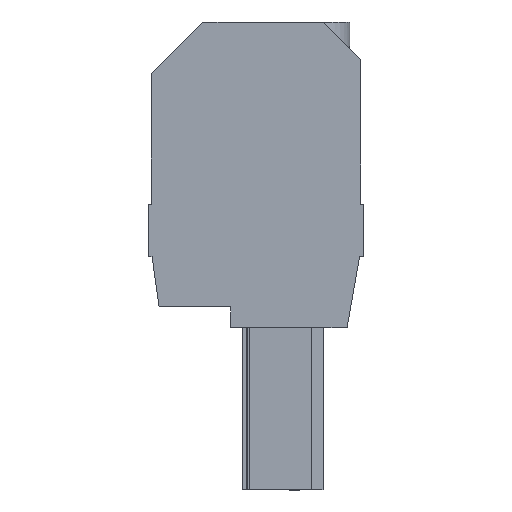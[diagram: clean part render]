
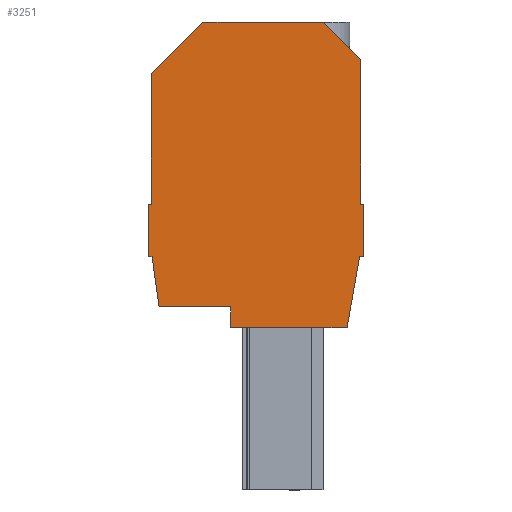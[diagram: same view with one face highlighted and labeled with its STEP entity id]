
A CAD part, left-side view. The second image highlights one B-rep face of the part: STEP entity #3251.
In plain terms, the highlighted planar face has unit normal (-1, 0, 0).
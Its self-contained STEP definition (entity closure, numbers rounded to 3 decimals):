
#3162=AXIS2_PLACEMENT_3D('Plane Axis2P3D',#3159,#3160,#3161) ;
#136=CARTESIAN_POINT('Vertex',(0.,20.3,39.764)) ;
#152=CARTESIAN_POINT('Vertex',(0.,20.3,27.3)) ;
#155=CARTESIAN_POINT('Line Origine',(0.,20.3,33.532)) ;
#304=CARTESIAN_POINT('Vertex',(0.,0.3,27.3)) ;
#698=CARTESIAN_POINT('Vertex',(0.,0.3,41.114)) ;
#701=CARTESIAN_POINT('Line Origine',(0.,0.3,34.207)) ;
#2499=CARTESIAN_POINT('Vertex',(0.,0.404,22.3)) ;
#2502=CARTESIAN_POINT('Line Origine',(0.,1.004,18.9)) ;
#2506=CARTESIAN_POINT('Vertex',(0.,1.603,15.5)) ;
#2557=CARTESIAN_POINT('Vertex',(0.,19.557,17.5)) ;
#2560=CARTESIAN_POINT('Line Origine',(0.,19.895,19.9)) ;
#2564=CARTESIAN_POINT('Vertex',(0.,20.232,22.3)) ;
#3024=CARTESIAN_POINT('Vertex',(0.,3.886,44.7)) ;
#3027=CARTESIAN_POINT('Line Origine',(0.,2.093,42.907)) ;
#3159=CARTESIAN_POINT('Axis2P3D Location',(0.,0.,0.)) ;
#3164=CARTESIAN_POINT('Line Origine',(0.,20.6,24.8)) ;
#3168=CARTESIAN_POINT('Vertex',(0.,20.6,27.3)) ;
#3170=CARTESIAN_POINT('Vertex',(0.,20.6,22.3)) ;
#3173=CARTESIAN_POINT('Line Origine',(0.,20.416,22.3)) ;
#3178=CARTESIAN_POINT('Line Origine',(0.,16.14,17.5)) ;
#3182=CARTESIAN_POINT('Vertex',(0.,12.723,17.5)) ;
#3185=CARTESIAN_POINT('Line Origine',(0.,12.723,16.5)) ;
#3189=CARTESIAN_POINT('Vertex',(0.,12.723,15.5)) ;
#3192=CARTESIAN_POINT('Line Origine',(0.,7.163,15.5)) ;
#3197=CARTESIAN_POINT('Line Origine',(0.,0.202,22.3)) ;
#3201=CARTESIAN_POINT('Vertex',(0.,0.,22.3)) ;
#3204=CARTESIAN_POINT('Line Origine',(0.,0.,24.8)) ;
#3208=CARTESIAN_POINT('Vertex',(0.,0.,27.3)) ;
#3211=CARTESIAN_POINT('Line Origine',(0.,0.15,27.3)) ;
#3216=CARTESIAN_POINT('Line Origine',(0.,9.625,44.7)) ;
#3220=CARTESIAN_POINT('Vertex',(0.,15.364,44.7)) ;
#3223=CARTESIAN_POINT('Line Origine',(0.,17.832,42.232)) ;
#3228=CARTESIAN_POINT('Line Origine',(0.,20.45,27.3)) ;
#156=DIRECTION('Vector Direction',(0.,0.,1.)) ;
#702=DIRECTION('Vector Direction',(0.,0.,-1.)) ;
#2503=DIRECTION('Vector Direction',(0.,0.174,-0.985)) ;
#2561=DIRECTION('Vector Direction',(0.,-0.139,-0.99)) ;
#3028=DIRECTION('Vector Direction',(0.,0.707,0.707)) ;
#3160=DIRECTION('Axis2P3D Direction',(-1.,0.,0.)) ;
#3161=DIRECTION('Axis2P3D XDirection',(0.,0.,1.)) ;
#3165=DIRECTION('Vector Direction',(0.,0.,-1.)) ;
#3174=DIRECTION('Vector Direction',(0.,-1.,0.)) ;
#3179=DIRECTION('Vector Direction',(0.,-1.,0.)) ;
#3186=DIRECTION('Vector Direction',(0.,0.,-1.)) ;
#3193=DIRECTION('Vector Direction',(0.,-1.,0.)) ;
#3198=DIRECTION('Vector Direction',(0.,-1.,0.)) ;
#3205=DIRECTION('Vector Direction',(0.,0.,1.)) ;
#3212=DIRECTION('Vector Direction',(0.,1.,0.)) ;
#3217=DIRECTION('Vector Direction',(0.,1.,0.)) ;
#3224=DIRECTION('Vector Direction',(0.,0.707,-0.707)) ;
#3229=DIRECTION('Vector Direction',(0.,1.,0.)) ;
#157=VECTOR('Line Direction',#156,1.) ;
#703=VECTOR('Line Direction',#702,1.) ;
#2504=VECTOR('Line Direction',#2503,1.) ;
#2562=VECTOR('Line Direction',#2561,1.) ;
#3029=VECTOR('Line Direction',#3028,1.) ;
#3166=VECTOR('Line Direction',#3165,1.) ;
#3175=VECTOR('Line Direction',#3174,1.) ;
#3180=VECTOR('Line Direction',#3179,1.) ;
#3187=VECTOR('Line Direction',#3186,1.) ;
#3194=VECTOR('Line Direction',#3193,1.) ;
#3199=VECTOR('Line Direction',#3198,1.) ;
#3206=VECTOR('Line Direction',#3205,1.) ;
#3213=VECTOR('Line Direction',#3212,1.) ;
#3218=VECTOR('Line Direction',#3217,1.) ;
#3225=VECTOR('Line Direction',#3224,1.) ;
#3230=VECTOR('Line Direction',#3229,1.) ;
#3234=ORIENTED_EDGE('',*,*,#3172,.T.) ;
#3235=ORIENTED_EDGE('',*,*,#3177,.T.) ;
#3236=ORIENTED_EDGE('',*,*,#2566,.T.) ;
#3237=ORIENTED_EDGE('',*,*,#3184,.T.) ;
#3238=ORIENTED_EDGE('',*,*,#3191,.T.) ;
#3239=ORIENTED_EDGE('',*,*,#3196,.T.) ;
#3240=ORIENTED_EDGE('',*,*,#2508,.T.) ;
#3241=ORIENTED_EDGE('',*,*,#3203,.T.) ;
#3242=ORIENTED_EDGE('',*,*,#3210,.T.) ;
#3243=ORIENTED_EDGE('',*,*,#3215,.T.) ;
#3244=ORIENTED_EDGE('',*,*,#705,.T.) ;
#3245=ORIENTED_EDGE('',*,*,#3031,.T.) ;
#3246=ORIENTED_EDGE('',*,*,#3222,.T.) ;
#3247=ORIENTED_EDGE('',*,*,#3227,.T.) ;
#3248=ORIENTED_EDGE('',*,*,#159,.T.) ;
#3249=ORIENTED_EDGE('',*,*,#3232,.T.) ;
#3251=ADVANCED_FACE('housing',(#3250),#3163,.T.) ;
#159=EDGE_CURVE('',#137,#153,#158,.F.) ;
#705=EDGE_CURVE('',#305,#699,#704,.F.) ;
#2508=EDGE_CURVE('',#2507,#2500,#2505,.F.) ;
#2566=EDGE_CURVE('',#2565,#2558,#2563,.T.) ;
#3031=EDGE_CURVE('',#699,#3025,#3030,.T.) ;
#3172=EDGE_CURVE('',#3169,#3171,#3167,.T.) ;
#3177=EDGE_CURVE('',#3171,#2565,#3176,.T.) ;
#3184=EDGE_CURVE('',#2558,#3183,#3181,.T.) ;
#3191=EDGE_CURVE('',#3183,#3190,#3188,.T.) ;
#3196=EDGE_CURVE('',#3190,#2507,#3195,.T.) ;
#3203=EDGE_CURVE('',#2500,#3202,#3200,.T.) ;
#3210=EDGE_CURVE('',#3202,#3209,#3207,.T.) ;
#3215=EDGE_CURVE('',#3209,#305,#3214,.T.) ;
#3222=EDGE_CURVE('',#3025,#3221,#3219,.T.) ;
#3227=EDGE_CURVE('',#3221,#137,#3226,.T.) ;
#3232=EDGE_CURVE('',#153,#3169,#3231,.T.) ;
#3233=EDGE_LOOP('',(#3234,#3235,#3236,#3237,#3238,#3239,#3240,#3241,#3242,#3243,#3244,#3245,#3246,#3247,#3248,#3249)) ;
#3250=FACE_OUTER_BOUND('',#3233,.T.) ;
#158=LINE('Line',#155,#157) ;
#704=LINE('Line',#701,#703) ;
#2505=LINE('Line',#2502,#2504) ;
#2563=LINE('Line',#2560,#2562) ;
#3030=LINE('Line',#3027,#3029) ;
#3167=LINE('Line',#3164,#3166) ;
#3176=LINE('Line',#3173,#3175) ;
#3181=LINE('Line',#3178,#3180) ;
#3188=LINE('Line',#3185,#3187) ;
#3195=LINE('Line',#3192,#3194) ;
#3200=LINE('Line',#3197,#3199) ;
#3207=LINE('Line',#3204,#3206) ;
#3214=LINE('Line',#3211,#3213) ;
#3219=LINE('Line',#3216,#3218) ;
#3226=LINE('Line',#3223,#3225) ;
#3231=LINE('Line',#3228,#3230) ;
#3163=PLANE('',#3162) ;
#137=VERTEX_POINT('',#136) ;
#153=VERTEX_POINT('',#152) ;
#305=VERTEX_POINT('',#304) ;
#699=VERTEX_POINT('',#698) ;
#2500=VERTEX_POINT('',#2499) ;
#2507=VERTEX_POINT('',#2506) ;
#2558=VERTEX_POINT('',#2557) ;
#2565=VERTEX_POINT('',#2564) ;
#3025=VERTEX_POINT('',#3024) ;
#3169=VERTEX_POINT('',#3168) ;
#3171=VERTEX_POINT('',#3170) ;
#3183=VERTEX_POINT('',#3182) ;
#3190=VERTEX_POINT('',#3189) ;
#3202=VERTEX_POINT('',#3201) ;
#3209=VERTEX_POINT('',#3208) ;
#3221=VERTEX_POINT('',#3220) ;
